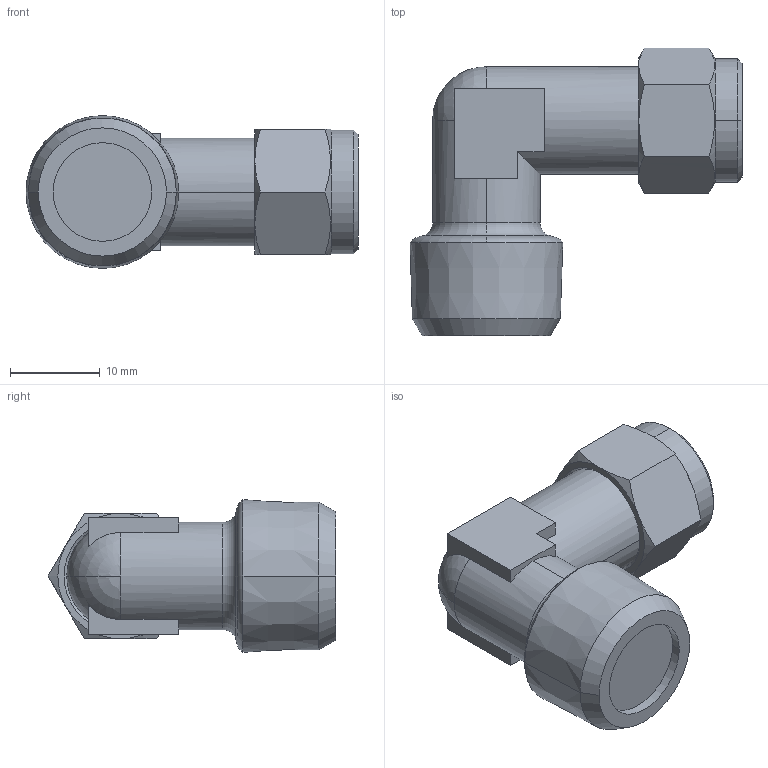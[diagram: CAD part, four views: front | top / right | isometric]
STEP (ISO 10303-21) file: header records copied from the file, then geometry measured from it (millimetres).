
FILE_DESCRIPTION (( 'STEP AP214' ), '1' );
FILE_NAME ('SRK.PL08-03.STEP', '2018-09-03T14:04:27', ( '' ), ( '' ), 'SwSTEP 2.0', 'SolidWorks 2018', '' );
FILE_SCHEMA (( 'AUTOMOTIVE_DESIGN' ));
Length unit declared in the file: millimetre
Products named in the file (1): SRK.PL08-03
Bounding box: 37.01 x 32.08 x 17.03 mm (x, y, z)
Volume: 7589.4 mm3; surface area: 2834.3 mm2
Topology: 1 solids, 1 shells, 61 faces, 147 edges, 89 vertices
Faces by surface type: plane 25, cone 20, cylinder 10, torus 4, sphere 2
Entity records: 2154 total; most frequent: CARTESIAN_POINT 706, DIRECTION 308, ORIENTED_EDGE 290, EDGE_CURVE 145, AXIS2_PLACEMENT_3D 123, VERTEX_POINT 89, EDGE_LOOP 64, LINE 62
